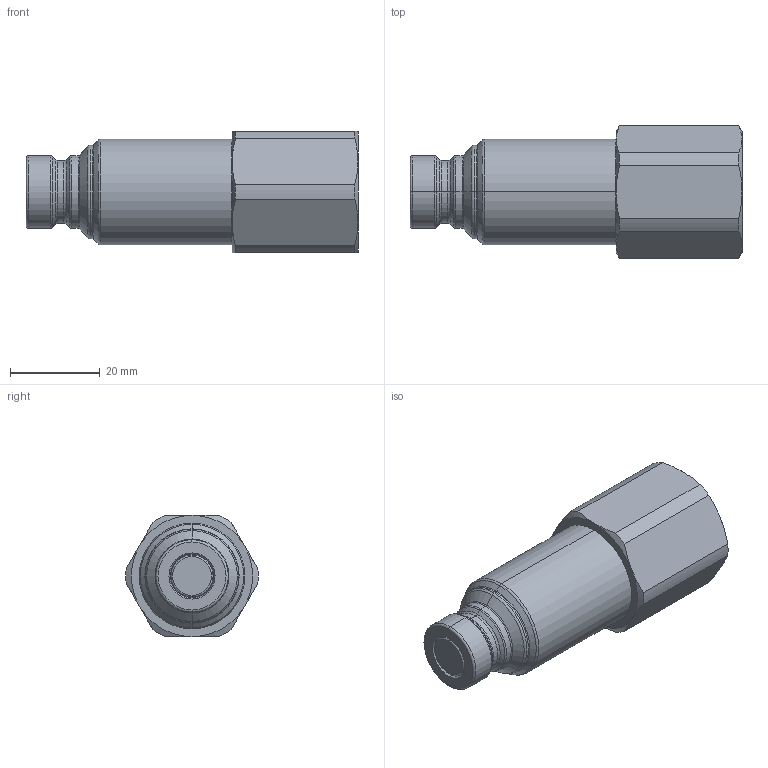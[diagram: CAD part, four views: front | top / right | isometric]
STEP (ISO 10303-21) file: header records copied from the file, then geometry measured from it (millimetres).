
FILE_DESCRIPTION (( 'STEP AP214' ), '1' );
FILE_NAME ('FEC-252-4FB.STEP', '2015-08-27T09:31:04', ( 'admin' ), ( 'Microsoft' ), 'SwSTEP 2.0', 'SolidWorks 2009', '' );
FILE_SCHEMA (( 'AUTOMOTIVE_DESIGN' ));
Length unit declared in the file: millimetre
Products named in the file (1): FEC-252-4FB
Bounding box: 73.9 x 29.48 x 27 mm (x, y, z)
Volume: 32412.6 mm3; surface area: 7591.3 mm2
Topology: 1 solids, 1 shells, 97 faces, 202 edges, 112 vertices
Faces by surface type: cone 32, cylinder 28, torus 24, plane 13
Entity records: 2675 total; most frequent: CARTESIAN_POINT 556, DIRECTION 498, ORIENTED_EDGE 404, AXIS2_PLACEMENT_3D 222, EDGE_CURVE 202, CIRCLE 124, VERTEX_POINT 112, EDGE_LOOP 102
